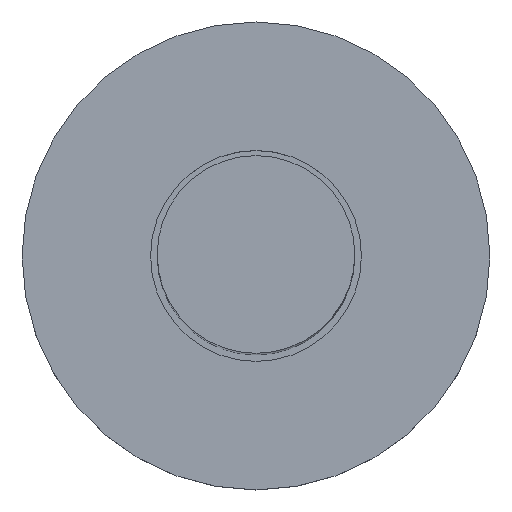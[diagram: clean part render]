
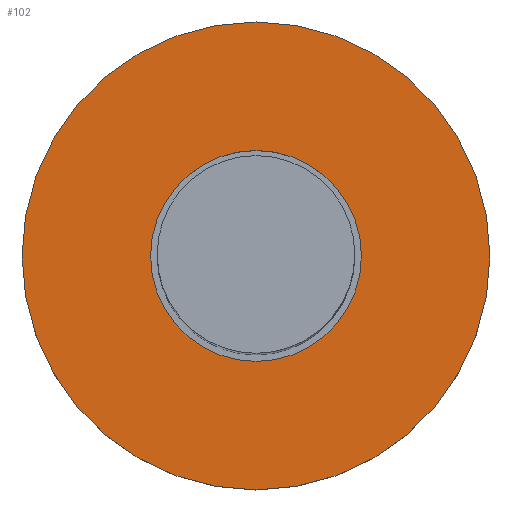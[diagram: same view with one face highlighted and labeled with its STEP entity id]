
A CAD part, top view. The second image highlights one B-rep face of the part: STEP entity #102.
In plain terms, the highlighted planar face has unit normal (0, 0, 1).
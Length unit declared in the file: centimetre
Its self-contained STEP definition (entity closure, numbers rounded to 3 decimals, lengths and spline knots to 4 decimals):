
#23=FACE_BOUND($,#46,.T.);
#24=FACE_BOUND($,#47,.T.);
#46=EDGE_LOOP($,(#86));
#47=EDGE_LOOP($,(#87));
#54=CIRCLE($,#119,0.16);
#56=CIRCLE($,#122,0.355);
#62=VERTEX_POINT($,#177);
#64=VERTEX_POINT($,#182);
#70=EDGE_CURVE($,#62,#62,#54,.T.);
#72=EDGE_CURVE($,#64,#64,#56,.T.);
#86=ORIENTED_EDGE($,*,*,#70,.T.);
#87=ORIENTED_EDGE($,*,*,#72,.T.);
#93=PLANE($,#124);
#102=ADVANCED_FACE($,(#23,#24),#93,.T.);
#119=AXIS2_PLACEMENT_3D($,#178,#148,#149);
#122=AXIS2_PLACEMENT_3D($,#183,#154,#155);
#124=AXIS2_PLACEMENT_3D($,#186,#158,#159);
#148=DIRECTION('center_axis',(0.,0.,-1.));
#149=DIRECTION('ref_axis',(1.,0.,0.));
#154=DIRECTION('center_axis',(0.,0.,1.));
#155=DIRECTION('ref_axis',(1.,0.,0.));
#158=DIRECTION('center_axis',(0.,0.,1.));
#159=DIRECTION('ref_axis',(1.,0.,0.));
#177=CARTESIAN_POINT('',(-0.16,0.,0.));
#178=CARTESIAN_POINT('Origin',(0.,0.,0.));
#182=CARTESIAN_POINT('',(-0.355,0.,0.));
#183=CARTESIAN_POINT('Origin',(0.,0.,0.));
#186=CARTESIAN_POINT('Origin',(0.,0.,0.));
